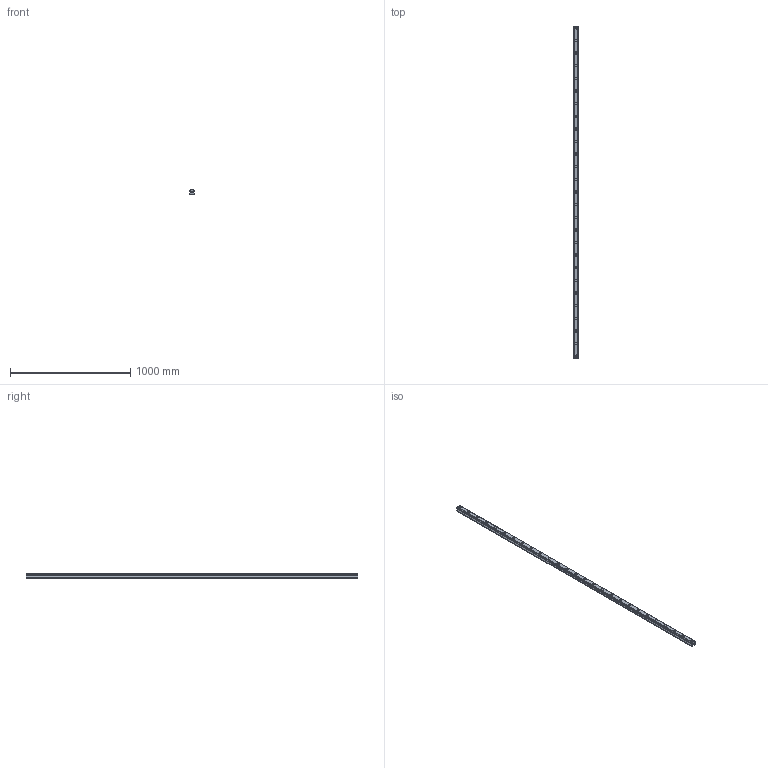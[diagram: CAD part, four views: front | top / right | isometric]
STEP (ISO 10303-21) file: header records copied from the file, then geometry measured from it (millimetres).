
FILE_DESCRIPTION(('STEP AP214'),'1');
FILE_NAME('cctmp_B3F5142E-7244-48A2-9492-D369679C6634_2020_10_23_10_5_44_132..stp','2020-10-23T08:05:44',('HIWIN GmbH'),('CADClick - www.CADClick.com'),'Spatial InterOp 3D',' ','unknown authorization');
FILE_SCHEMA(('AUTOMOTIVE_DESIGN'));
Length unit declared in the file: millimetre
Products named in the file (1): HGR45R2760H_FILE
Bounding box: 45 x 2760 x 38 mm (x, y, z)
Volume: 3706992.2 mm3; surface area: 537068.6 mm2
Topology: 1 solids, 1 shells, 340 faces, 759 edges, 506 vertices
Faces by surface type: plane 174, cylinder 166
Entity records: 12299 total; most frequent: DIRECTION 1773, CARTESIAN_POINT 1606, ORIENTED_EDGE 1518, EDGE_CURVE 759, AXIS2_PLACEMENT_3D 673, VERTEX_POINT 506, LINE 427, VECTOR 427
